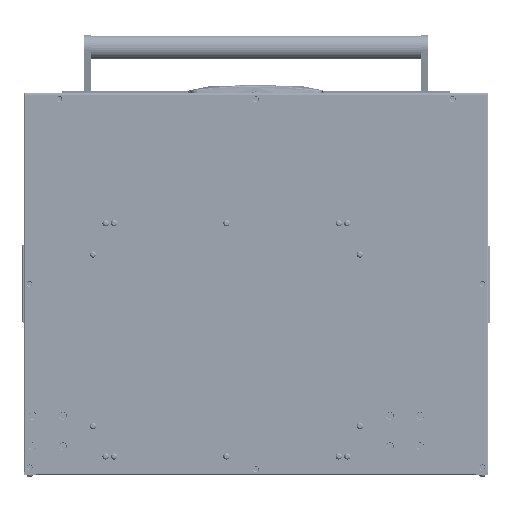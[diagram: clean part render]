
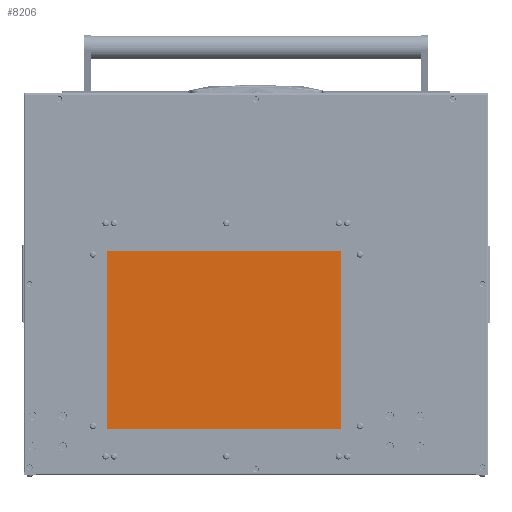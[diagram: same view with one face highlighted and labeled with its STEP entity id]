
A CAD part, front view. The second image highlights one B-rep face of the part: STEP entity #8206.
In plain terms, the highlighted planar face has unit normal (0, -1, 0).
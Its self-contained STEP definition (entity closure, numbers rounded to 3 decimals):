
#2703 = ORIENTED_EDGE ( 'NONE', *, *, #45105, .T. ) ;
#6307 = ORIENTED_EDGE ( 'NONE', *, *, #13563, .T. ) ;
#8035 = EDGE_CURVE ( 'NONE', #123555, #76370, #83071, .T. ) ;
#8206 = ADVANCED_FACE ( 'NONE', ( #93515 ), #118984, .T. ) ;
#12662 = CARTESIAN_POINT ( 'NONE',  ( 135.25, -4.5, 105.65 ) ) ;
#13563 = EDGE_CURVE ( 'NONE', #159491, #123555, #161392, .T. ) ;
#17369 = VECTOR ( 'NONE', #85647, 1000. ) ;
#17848 = CARTESIAN_POINT ( 'NONE',  ( 135.25, -4.5, -105.65 ) ) ;
#26797 = VECTOR ( 'NONE', #156537, 1000. ) ;
#27759 = CARTESIAN_POINT ( 'NONE',  ( 135.25, -4.5, -105.65 ) ) ;
#38435 = CARTESIAN_POINT ( 'NONE',  ( 135.25, -4.5, 105.65 ) ) ;
#42877 = VERTEX_POINT ( 'NONE', #110247 ) ;
#45105 = EDGE_CURVE ( 'NONE', #76370, #42877, #90756, .T. ) ;
#58894 = EDGE_LOOP ( 'NONE', ( #6307, #90441, #2703, #64774 ) ) ;
#61982 = VECTOR ( 'NONE', #149729, 1000. ) ;
#64774 = ORIENTED_EDGE ( 'NONE', *, *, #76263, .T. ) ;
#74308 = DIRECTION ( 'NONE',  ( -1., 0., 0. ) ) ;
#76263 = EDGE_CURVE ( 'NONE', #42877, #159491, #127620, .T. ) ;
#76370 = VERTEX_POINT ( 'NONE', #163320 ) ;
#82508 = CARTESIAN_POINT ( 'NONE',  ( -141.75, -4.5, -105.65 ) ) ;
#83071 = LINE ( 'NONE', #88174, #111917 ) ;
#85647 = DIRECTION ( 'NONE',  ( 0., 0., 1. ) ) ;
#88174 = CARTESIAN_POINT ( 'NONE',  ( 135.25, -4.5, 105.65 ) ) ;
#90441 = ORIENTED_EDGE ( 'NONE', *, *, #8035, .T. ) ;
#90756 = LINE ( 'NONE', #82508, #61982 ) ;
#91973 = DIRECTION ( 'NONE',  ( 0., 0., -1. ) ) ;
#93515 = FACE_OUTER_BOUND ( 'NONE', #58894, .T. ) ;
#110247 = CARTESIAN_POINT ( 'NONE',  ( -141.75, -4.5, -105.65 ) ) ;
#111917 = VECTOR ( 'NONE', #74308, 1000. ) ;
#118984 = PLANE ( 'NONE',  #161458 ) ;
#123555 = VERTEX_POINT ( 'NONE', #12662 ) ;
#127620 = LINE ( 'NONE', #27759, #26797 ) ;
#131667 = DIRECTION ( 'NONE',  ( 0., -1., 0. ) ) ;
#131694 = CARTESIAN_POINT ( 'NONE',  ( 135.25, -4.5, -105.65 ) ) ;
#149729 = DIRECTION ( 'NONE',  ( 0., 0., -1. ) ) ;
#156537 = DIRECTION ( 'NONE',  ( 1., 0., 0. ) ) ;
#159491 = VERTEX_POINT ( 'NONE', #131694 ) ;
#161392 = LINE ( 'NONE', #17848, #17369 ) ;
#161458 = AXIS2_PLACEMENT_3D ( 'NONE', #38435, #131667, #91973 ) ;
#163320 = CARTESIAN_POINT ( 'NONE',  ( -141.75, -4.5, 105.65 ) ) ;
